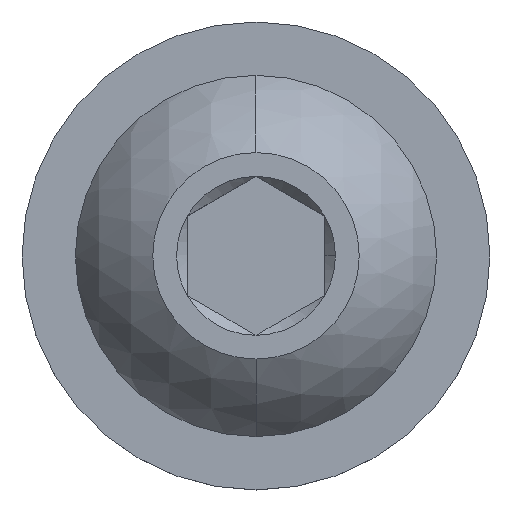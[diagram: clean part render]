
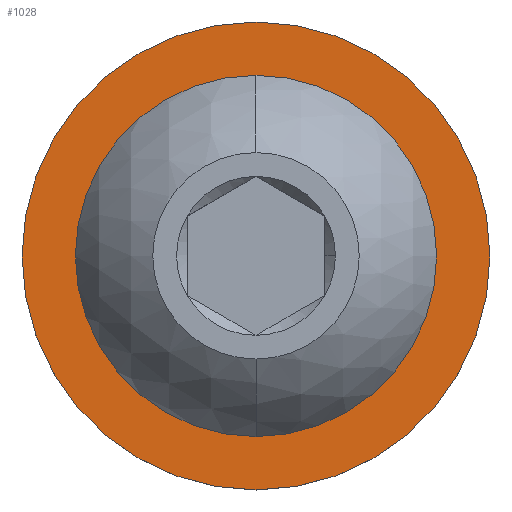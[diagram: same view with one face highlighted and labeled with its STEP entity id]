
A CAD part, top view. The second image highlights one B-rep face of the part: STEP entity #1028.
In plain terms, the highlighted planar face has unit normal (0, 0, 1).
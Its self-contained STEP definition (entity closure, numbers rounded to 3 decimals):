
#105 = ORIENTED_EDGE ( 'NONE', *, *, #386, .F. ) ;
#184 = EDGE_CURVE ( 'NONE', #3051, #2136, #2036, .T. ) ;
#254 = DIRECTION ( 'NONE',  ( 0., 0., -1. ) ) ;
#331 = EDGE_CURVE ( 'NONE', #2136, #3051, #1928, .T. ) ;
#359 = CARTESIAN_POINT ( 'NONE',  ( -6.8, 0., -2.475 ) ) ;
#386 = EDGE_CURVE ( 'NONE', #545, #2814, #3499, .T. ) ;
#545 = VERTEX_POINT ( 'NONE', #359 ) ;
#596 = AXIS2_PLACEMENT_3D ( 'NONE', #1934, #2992, #1259 ) ;
#600 = CARTESIAN_POINT ( 'NONE',  ( 6.8, 0., -2.475 ) ) ;
#773 = FACE_OUTER_BOUND ( 'NONE', #969, .T. ) ;
#860 = DIRECTION ( 'NONE',  ( 0., 0., -1. ) ) ;
#969 = EDGE_LOOP ( 'NONE', ( #105, #2827 ) ) ;
#971 = DIRECTION ( 'NONE',  ( -1., 0., 0. ) ) ;
#1028 = ADVANCED_FACE ( 'NONE', ( #773, #2339 ), #2914, .F. ) ;
#1066 = AXIS2_PLACEMENT_3D ( 'NONE', #3953, #4302, #3259 ) ;
#1114 = AXIS2_PLACEMENT_3D ( 'NONE', #1992, #3040, #971 ) ;
#1259 = DIRECTION ( 'NONE',  ( -1., 0., 0. ) ) ;
#1296 = EDGE_LOOP ( 'NONE', ( #1534, #3944 ) ) ;
#1534 = ORIENTED_EDGE ( 'NONE', *, *, #184, .T. ) ;
#1557 = CARTESIAN_POINT ( 'NONE',  ( 0., -5.25, -2.475 ) ) ;
#1565 = AXIS2_PLACEMENT_3D ( 'NONE', #3344, #860, #4246 ) ;
#1635 = CARTESIAN_POINT ( 'NONE',  ( 0., 0., -2.475 ) ) ;
#1928 = CIRCLE ( 'NONE', #1114, 5.25 ) ;
#1934 = CARTESIAN_POINT ( 'NONE',  ( 0., 0., -2.475 ) ) ;
#1992 = CARTESIAN_POINT ( 'NONE',  ( 0., 0., -2.475 ) ) ;
#2036 = CIRCLE ( 'NONE', #2957, 5.25 ) ;
#2136 = VERTEX_POINT ( 'NONE', #3017 ) ;
#2339 = FACE_BOUND ( 'NONE', #1296, .T. ) ;
#2713 = EDGE_CURVE ( 'NONE', #2814, #545, #2986, .T. ) ;
#2814 = VERTEX_POINT ( 'NONE', #600 ) ;
#2827 = ORIENTED_EDGE ( 'NONE', *, *, #2713, .F. ) ;
#2914 = PLANE ( 'NONE',  #1066 ) ;
#2957 = AXIS2_PLACEMENT_3D ( 'NONE', #1635, #254, #3305 ) ;
#2986 = CIRCLE ( 'NONE', #596, 6.8 ) ;
#2992 = DIRECTION ( 'NONE',  ( 0., 0., -1. ) ) ;
#3017 = CARTESIAN_POINT ( 'NONE',  ( 0., 5.25, -2.475 ) ) ;
#3040 = DIRECTION ( 'NONE',  ( 0., 0., -1. ) ) ;
#3051 = VERTEX_POINT ( 'NONE', #1557 ) ;
#3259 = DIRECTION ( 'NONE',  ( -1., 0., 0. ) ) ;
#3305 = DIRECTION ( 'NONE',  ( -1., 0., 0. ) ) ;
#3344 = CARTESIAN_POINT ( 'NONE',  ( 0., 0., -2.475 ) ) ;
#3499 = CIRCLE ( 'NONE', #1565, 6.8 ) ;
#3944 = ORIENTED_EDGE ( 'NONE', *, *, #331, .T. ) ;
#3953 = CARTESIAN_POINT ( 'NONE',  ( 0., 0., -2.475 ) ) ;
#4246 = DIRECTION ( 'NONE',  ( -1., 0., 0. ) ) ;
#4302 = DIRECTION ( 'NONE',  ( 0., 0., -1. ) ) ;
